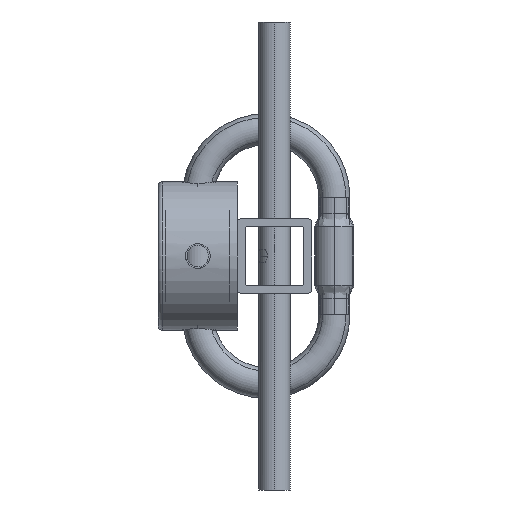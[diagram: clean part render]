
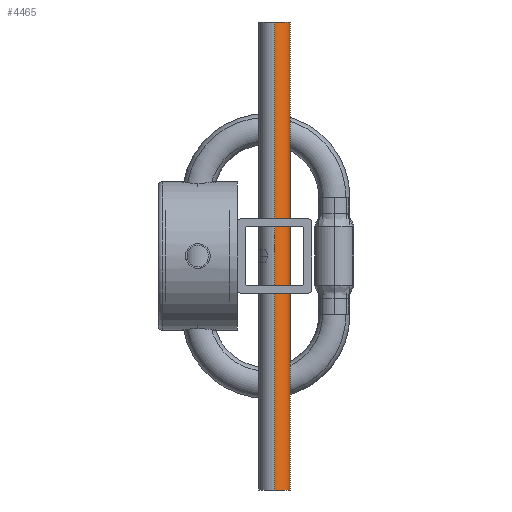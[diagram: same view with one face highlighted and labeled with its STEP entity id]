
A CAD part, left-side view. The second image highlights one B-rep face of the part: STEP entity #4465.
In plain terms, the highlighted cylindrical face has radius 4 mm (diameter 8 mm), a partial arc.
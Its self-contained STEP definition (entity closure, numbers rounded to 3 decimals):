
#251 = VERTEX_POINT ( 'NONE', #5136 ) ;
#393 = DIRECTION ( 'NONE',  ( 0., 0., 1. ) ) ;
#420 = VECTOR ( 'NONE', #5981, 1000. ) ;
#474 = CARTESIAN_POINT ( 'NONE',  ( -60., 0., 4. ) ) ;
#479 = CARTESIAN_POINT ( 'NONE',  ( 60., 0., 0. ) ) ;
#531 = CIRCLE ( 'NONE', #5569, 4. ) ;
#801 = LINE ( 'NONE', #3052, #420 ) ;
#842 = EDGE_CURVE ( 'NONE', #2082, #251, #5754, .T. ) ;
#1693 = CARTESIAN_POINT ( 'NONE',  ( -60., 0., -4. ) ) ;
#1784 = VERTEX_POINT ( 'NONE', #474 ) ;
#1903 = FACE_OUTER_BOUND ( 'NONE', #6719, .T. ) ;
#2082 = VERTEX_POINT ( 'NONE', #6474 ) ;
#2447 = VERTEX_POINT ( 'NONE', #1693 ) ;
#2868 = VECTOR ( 'NONE', #4047, 1000. ) ;
#3052 = CARTESIAN_POINT ( 'NONE',  ( 60., 0., 4. ) ) ;
#3229 = CARTESIAN_POINT ( 'NONE',  ( 60., 0., 0. ) ) ;
#3250 = CYLINDRICAL_SURFACE ( 'NONE', #3271, 4. ) ;
#3271 = AXIS2_PLACEMENT_3D ( 'NONE', #479, #6884, #4541 ) ;
#3320 = ORIENTED_EDGE ( 'NONE', *, *, #5246, .F. ) ;
#3455 = CARTESIAN_POINT ( 'NONE',  ( 60., 0., -4. ) ) ;
#3505 = ORIENTED_EDGE ( 'NONE', *, *, #6177, .T. ) ;
#3547 = ORIENTED_EDGE ( 'NONE', *, *, #5400, .F. ) ;
#3831 = DIRECTION ( 'NONE',  ( 0., 0., 1. ) ) ;
#3872 = DIRECTION ( 'NONE',  ( -1., 0., 0. ) ) ;
#4047 = DIRECTION ( 'NONE',  ( -1., 0., 0. ) ) ;
#4419 = LINE ( 'NONE', #3455, #2868 ) ;
#4465 = ADVANCED_FACE ( 'NONE', ( #1903 ), #3250, .T. ) ;
#4541 = DIRECTION ( 'NONE',  ( 0., 0., 1. ) ) ;
#5136 = CARTESIAN_POINT ( 'NONE',  ( 60., 0., 4. ) ) ;
#5246 = EDGE_CURVE ( 'NONE', #2447, #1784, #531, .T. ) ;
#5400 = EDGE_CURVE ( 'NONE', #2082, #2447, #4419, .T. ) ;
#5569 = AXIS2_PLACEMENT_3D ( 'NONE', #7385, #3872, #393 ) ;
#5754 = CIRCLE ( 'NONE', #7539, 4. ) ;
#5981 = DIRECTION ( 'NONE',  ( -1., 0., 0. ) ) ;
#6177 = EDGE_CURVE ( 'NONE', #251, #1784, #801, .T. ) ;
#6474 = CARTESIAN_POINT ( 'NONE',  ( 60., 0., -4. ) ) ;
#6719 = EDGE_LOOP ( 'NONE', ( #3547, #7112, #3505, #3320 ) ) ;
#6884 = DIRECTION ( 'NONE',  ( -1., 0., 0. ) ) ;
#7112 = ORIENTED_EDGE ( 'NONE', *, *, #842, .T. ) ;
#7338 = DIRECTION ( 'NONE',  ( -1., 0., 0. ) ) ;
#7385 = CARTESIAN_POINT ( 'NONE',  ( -60., 0., 0. ) ) ;
#7539 = AXIS2_PLACEMENT_3D ( 'NONE', #3229, #7338, #3831 ) ;
